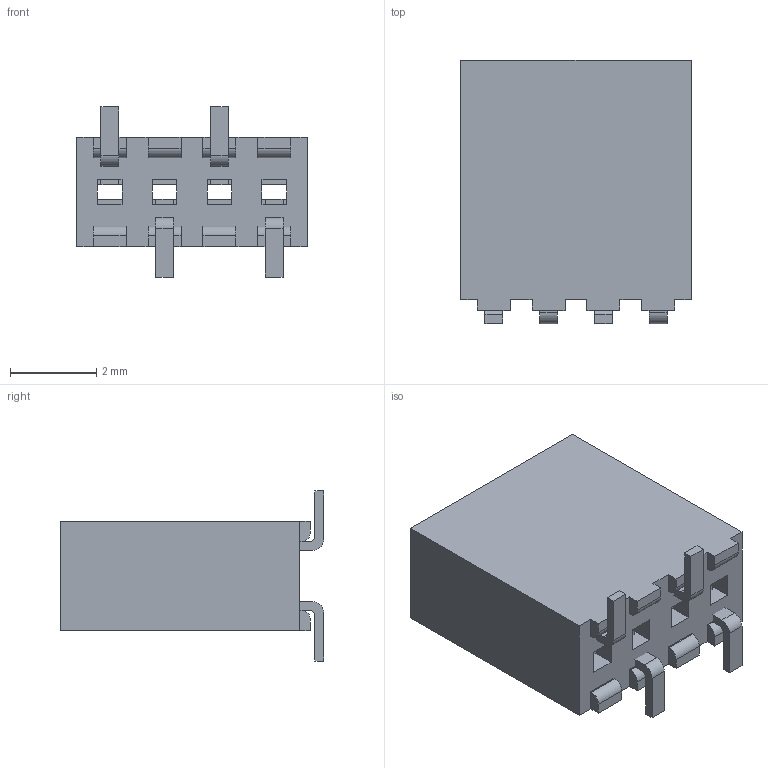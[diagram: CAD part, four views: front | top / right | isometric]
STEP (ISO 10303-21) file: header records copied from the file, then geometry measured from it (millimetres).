
FILE_DESCRIPTION(/* description */ ('STEP AP214'),/* implementation_level */ '2;1');
FILE_NAME(/* name */ 'RSM-104-02-T-S-TR',/* time_stamp */ '2023-09-05T02:48:05+02:00',/* author */ ('License CC BY-ND 4.0'),/* organization */ ('CADENAS'),/* preprocessor_version */ 'ST-DEVELOPER v19.3',/* originating_system */ 'PARTsolutions',/* authorisation */ ' ');
FILE_SCHEMA (('AUTOMOTIVE_DESIGN {1 0 10303 214 3 1 1}'));
Length unit declared in the file: inch
Products named in the file (3): RSM-104-02-T-S-TR; C-64-02-04-S; RSM-104-02-S_socket
Assembly tree (2 placements, depth 2):
  RSM-104-02-T-S-TR
    C-64-02-04-S
    RSM-104-02-S_socket
Bounding box: 5.33 x 6.1 x 3.94 mm (x, y, z)
Volume: 99.6 mm3; surface area: 275.9 mm2
Topology: 2 solids, 2 shells, 144 faces, 416 edges, 272 vertices
Faces by surface type: plane 128, cylinder 16
Entity records: 4754 total; most frequent: CARTESIAN_POINT 835, ORIENTED_EDGE 832, DIRECTION 742, EDGE_CURVE 416, LINE 384, VECTOR 384, VERTEX_POINT 272, AXIS2_PLACEMENT_3D 179
